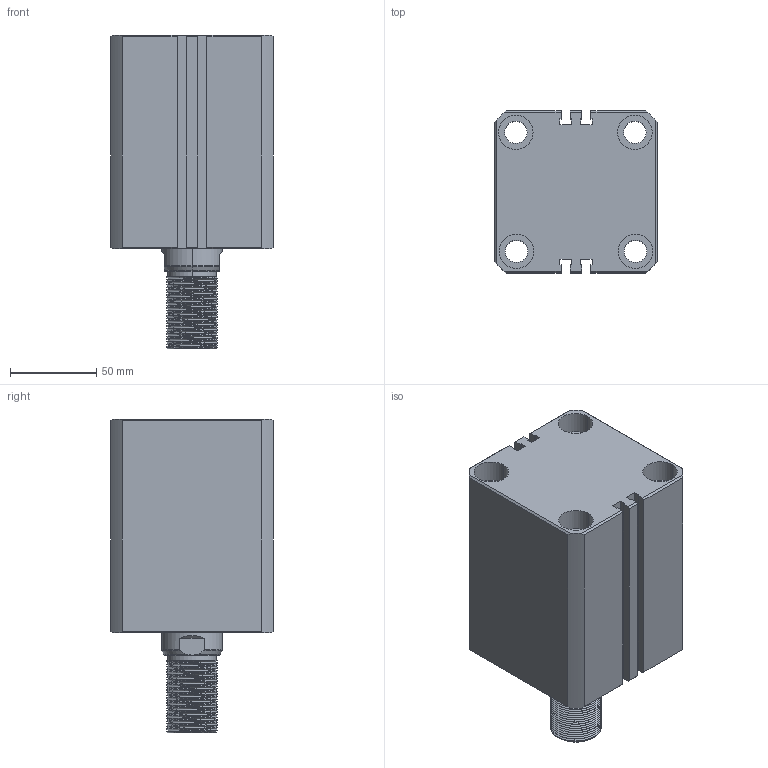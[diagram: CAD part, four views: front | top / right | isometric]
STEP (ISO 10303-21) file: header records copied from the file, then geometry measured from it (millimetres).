
FILE_DESCRIPTION (( 'STEP AP214' ), '1' );
FILE_NAME ('chtm-sd63x40w_asm.STEP', '2018-05-19T07:03:05', ( 'Windows' ), ( 'Microsoft' ), 'SwSTEP 2.0', 'SolidWorks 2015', '' );
FILE_SCHEMA (( 'AUTOMOTIVE_DESIGN' ));
Length unit declared in the file: millimetre
Products named in the file (4): CHTM-SD63X50QG; CHTM-SD63X40WHSG; CHTM-SD63X40NBT; chtm-sd63x40w_asm
Assembly tree (3 placements, depth 2):
  chtm-sd63x40w_asm
    CHTM-SD63X40NBT
    CHTM-SD63X40WHSG
    CHTM-SD63X50QG
Bounding box: 94 x 94 x 182 mm (x, y, z)
Volume: 890637 mm3; surface area: 173247.3 mm2
Topology: 3 solids, 3 shells, 383 faces, 952 edges, 611 vertices
Faces by surface type: cylinder 182, plane 104, torus 77, cone 14, bspline 6
Entity records: 17557 total; most frequent: CARTESIAN_POINT 8669, ORIENTED_EDGE 1904, DIRECTION 1824, EDGE_CURVE 952, AXIS2_PLACEMENT_3D 737, VERTEX_POINT 611, EDGE_LOOP 433, FACE_OUTER_BOUND 383
